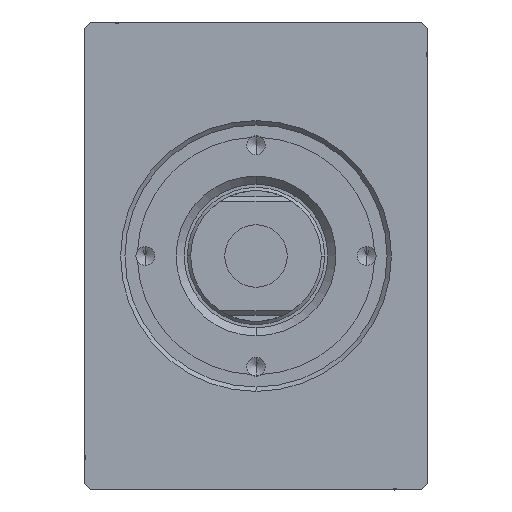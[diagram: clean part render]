
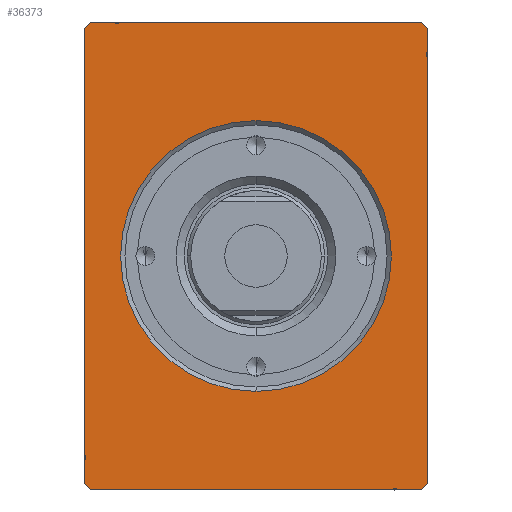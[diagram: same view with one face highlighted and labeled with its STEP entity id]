
A CAD part, left-side view. The second image highlights one B-rep face of the part: STEP entity #36373.
In plain terms, the highlighted planar face has unit normal (-1, 0, 0).
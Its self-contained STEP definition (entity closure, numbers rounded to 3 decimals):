
#17 = VERTEX_POINT ( 'NONE', #8268 ) ;
#161 = DIRECTION ( 'NONE',  ( 0., 0., 1. ) ) ;
#361 = VERTEX_POINT ( 'NONE', #30789 ) ;
#846 = DIRECTION ( 'NONE',  ( 1., 0., 0. ) ) ;
#1538 = VERTEX_POINT ( 'NONE', #7292 ) ;
#1723 = CARTESIAN_POINT ( 'NONE',  ( 0., 0., 21.7 ) ) ;
#2348 = AXIS2_PLACEMENT_3D ( 'NONE', #28234, #846, #15445 ) ;
#2359 = LINE ( 'NONE', #14546, #34268 ) ;
#2523 = ORIENTED_EDGE ( 'NONE', *, *, #36010, .F. ) ;
#2685 = LINE ( 'NONE', #26694, #5732 ) ;
#2830 = LINE ( 'NONE', #30019, #20021 ) ;
#3138 = EDGE_CURVE ( 'NONE', #11234, #15335, #19645, .T. ) ;
#3259 = FACE_BOUND ( 'NONE', #25700, .T. ) ;
#3382 = ORIENTED_EDGE ( 'NONE', *, *, #6873, .T. ) ;
#3889 = CARTESIAN_POINT ( 'NONE',  ( 0., -26.5, 37.5 ) ) ;
#3923 = EDGE_LOOP ( 'NONE', ( #4566, #19620, #14839, #14338, #7471, #7007, #2523, #19530 ) ) ;
#4566 = ORIENTED_EDGE ( 'NONE', *, *, #8533, .F. ) ;
#4650 = VECTOR ( 'NONE', #161, 1000. ) ;
#5732 = VECTOR ( 'NONE', #39041, 1000. ) ;
#6150 = VECTOR ( 'NONE', #22076, 1000. ) ;
#6848 = EDGE_CURVE ( 'NONE', #19059, #37058, #2830, .T. ) ;
#6873 = EDGE_CURVE ( 'NONE', #15335, #11234, #37237, .T. ) ;
#7007 = ORIENTED_EDGE ( 'NONE', *, *, #33846, .F. ) ;
#7292 = CARTESIAN_POINT ( 'NONE',  ( 0., 26.5, 37.5 ) ) ;
#7471 = ORIENTED_EDGE ( 'NONE', *, *, #28359, .F. ) ;
#7512 = VERTEX_POINT ( 'NONE', #29326 ) ;
#8028 = VECTOR ( 'NONE', #34095, 1000. ) ;
#8268 = CARTESIAN_POINT ( 'NONE',  ( 0., -26.5, 37.5 ) ) ;
#8533 = EDGE_CURVE ( 'NONE', #15480, #1538, #2685, .T. ) ;
#8659 = CARTESIAN_POINT ( 'NONE',  ( 0., 26.5, -37.5 ) ) ;
#9226 = CARTESIAN_POINT ( 'NONE',  ( 0., 0., 0. ) ) ;
#9866 = LINE ( 'NONE', #3889, #6150 ) ;
#10099 = CARTESIAN_POINT ( 'NONE',  ( 0., 27.5, -36.5 ) ) ;
#11234 = VERTEX_POINT ( 'NONE', #27756 ) ;
#11814 = EDGE_CURVE ( 'NONE', #37058, #33978, #32463, .T. ) ;
#11943 = LINE ( 'NONE', #26774, #4650 ) ;
#12516 = VECTOR ( 'NONE', #37618, 1000. ) ;
#13109 = CARTESIAN_POINT ( 'NONE',  ( 0., 26.5, 37.5 ) ) ;
#13231 = PLANE ( 'NONE',  #2348 ) ;
#14338 = ORIENTED_EDGE ( 'NONE', *, *, #6848, .F. ) ;
#14546 = CARTESIAN_POINT ( 'NONE',  ( 0., -27.5, 36.5 ) ) ;
#14839 = ORIENTED_EDGE ( 'NONE', *, *, #11814, .F. ) ;
#15335 = VERTEX_POINT ( 'NONE', #1723 ) ;
#15445 = DIRECTION ( 'NONE',  ( 0., 0., -1. ) ) ;
#15480 = VERTEX_POINT ( 'NONE', #30491 ) ;
#16492 = EDGE_CURVE ( 'NONE', #33978, #15480, #11943, .T. ) ;
#17712 = CARTESIAN_POINT ( 'NONE',  ( 0., -26.5, -37.5 ) ) ;
#18026 = VECTOR ( 'NONE', #20286, 1000. ) ;
#18210 = DIRECTION ( 'NONE',  ( 0., 1., 0. ) ) ;
#19059 = VERTEX_POINT ( 'NONE', #17712 ) ;
#19530 = ORIENTED_EDGE ( 'NONE', *, *, #30999, .F. ) ;
#19620 = ORIENTED_EDGE ( 'NONE', *, *, #16492, .F. ) ;
#19645 = CIRCLE ( 'NONE', #33036, 21.7 ) ;
#20021 = VECTOR ( 'NONE', #18210, 1000. ) ;
#20286 = DIRECTION ( 'NONE',  ( 0., 0.707, 0.707 ) ) ;
#21647 = DIRECTION ( 'NONE',  ( 0., 0., -1. ) ) ;
#22076 = DIRECTION ( 'NONE',  ( 0., -0.707, -0.707 ) ) ;
#23628 = DIRECTION ( 'NONE',  ( 1., 0., 0. ) ) ;
#25508 = LINE ( 'NONE', #13109, #8028 ) ;
#25700 = EDGE_LOOP ( 'NONE', ( #3382, #25748 ) ) ;
#25748 = ORIENTED_EDGE ( 'NONE', *, *, #3138, .T. ) ;
#26694 = CARTESIAN_POINT ( 'NONE',  ( 0., 27.5, 36.5 ) ) ;
#26774 = CARTESIAN_POINT ( 'NONE',  ( 0., 27.5, -36.5 ) ) ;
#27221 = DIRECTION ( 'NONE',  ( 0., 0., -1. ) ) ;
#27336 = DIRECTION ( 'NONE',  ( 0., 0., -1. ) ) ;
#27756 = CARTESIAN_POINT ( 'NONE',  ( 0., 0., -21.7 ) ) ;
#28049 = DIRECTION ( 'NONE',  ( 1., 0., 0. ) ) ;
#28234 = CARTESIAN_POINT ( 'NONE',  ( 0., 0., 0. ) ) ;
#28359 = EDGE_CURVE ( 'NONE', #7512, #19059, #28649, .T. ) ;
#28649 = LINE ( 'NONE', #28833, #12516 ) ;
#28833 = CARTESIAN_POINT ( 'NONE',  ( 0., -27.5, -36.5 ) ) ;
#29326 = CARTESIAN_POINT ( 'NONE',  ( 0., -27.5, -36.5 ) ) ;
#30019 = CARTESIAN_POINT ( 'NONE',  ( 0., -26.5, -37.5 ) ) ;
#30491 = CARTESIAN_POINT ( 'NONE',  ( 0., 27.5, 36.5 ) ) ;
#30789 = CARTESIAN_POINT ( 'NONE',  ( 0., -27.5, 36.5 ) ) ;
#30999 = EDGE_CURVE ( 'NONE', #1538, #17, #25508, .T. ) ;
#31224 = FACE_OUTER_BOUND ( 'NONE', #3923, .T. ) ;
#32463 = LINE ( 'NONE', #8659, #18026 ) ;
#32997 = CARTESIAN_POINT ( 'NONE',  ( 0., 0., 0. ) ) ;
#33036 = AXIS2_PLACEMENT_3D ( 'NONE', #9226, #28049, #21647 ) ;
#33846 = EDGE_CURVE ( 'NONE', #361, #7512, #2359, .T. ) ;
#33978 = VERTEX_POINT ( 'NONE', #10099 ) ;
#34095 = DIRECTION ( 'NONE',  ( 0., -1., 0. ) ) ;
#34268 = VECTOR ( 'NONE', #27336, 1000. ) ;
#36010 = EDGE_CURVE ( 'NONE', #17, #361, #9866, .T. ) ;
#36373 = ADVANCED_FACE ( 'NONE', ( #3259, #31224 ), #13231, .F. ) ;
#37058 = VERTEX_POINT ( 'NONE', #37267 ) ;
#37237 = CIRCLE ( 'NONE', #37893, 21.7 ) ;
#37267 = CARTESIAN_POINT ( 'NONE',  ( 0., 26.5, -37.5 ) ) ;
#37618 = DIRECTION ( 'NONE',  ( 0., 0.707, -0.707 ) ) ;
#37893 = AXIS2_PLACEMENT_3D ( 'NONE', #32997, #23628, #27221 ) ;
#39041 = DIRECTION ( 'NONE',  ( 0., -0.707, 0.707 ) ) ;
